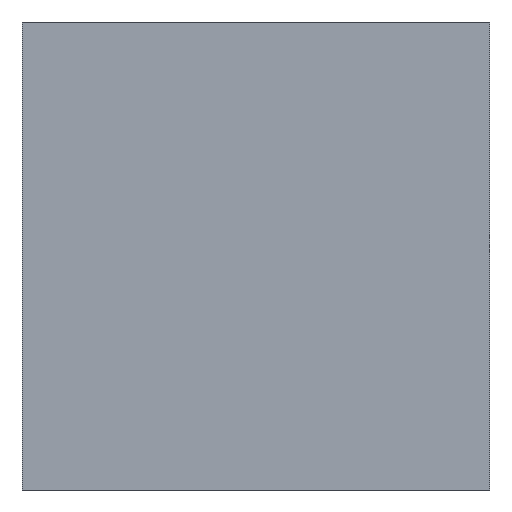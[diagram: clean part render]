
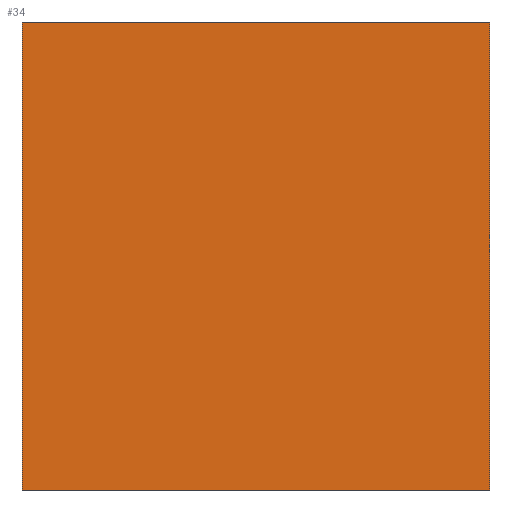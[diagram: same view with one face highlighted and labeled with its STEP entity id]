
A CAD part, top view. The second image highlights one B-rep face of the part: STEP entity #34.
In plain terms, the highlighted planar face has unit normal (0, 0, -1).
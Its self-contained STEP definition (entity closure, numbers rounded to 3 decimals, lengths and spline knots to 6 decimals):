
#34=ADVANCED_FACE('',(#40),#35,.F.);
#35=PLANE('',#36);
#36=AXIS2_PLACEMENT_3D('',#37,#38,#39);
#37=CARTESIAN_POINT('',(0.,-0.000003,0.5));
#38=DIRECTION('',(0.,0.,1.));
#39=DIRECTION('',(0.,1.,0.));
#40=FACE_OUTER_BOUND('',#41,.T.);
#41=EDGE_LOOP('',(#42,#43,#44,#45));
#42=ORIENTED_EDGE('',*,*,#46,.T.);
#43=ORIENTED_EDGE('',*,*,#47,.T.);
#44=ORIENTED_EDGE('',*,*,#48,.T.);
#45=ORIENTED_EDGE('',*,*,#49,.T.);
#46=EDGE_CURVE('',#50,#51,#54,.T.);
#47=EDGE_CURVE('',#51,#52,#55,.T.);
#48=EDGE_CURVE('',#52,#53,#56,.T.);
#49=EDGE_CURVE('',#53,#50,#57,.T.);
#50=VERTEX_POINT('',#58);
#51=VERTEX_POINT('',#62);
#52=VERTEX_POINT('',#66);
#53=VERTEX_POINT('',#70);
#54=LINE('',#59,#60);
#55=LINE('',#63,#64);
#56=LINE('',#67,#68);
#57=LINE('',#71,#72);
#58=CARTESIAN_POINT('',(0.,-0.000003,0.5));
#59=CARTESIAN_POINT('',(0.,0.000035,0.5));
#60=VECTOR('',#61,1.);
#61=DIRECTION('',(0.,0.,1.));
#62=CARTESIAN_POINT('',(0.,0.000035,0.5));
#63=CARTESIAN_POINT('',(0.000037,0.000035,0.5));
#64=VECTOR('',#65,1.);
#65=DIRECTION('',(0.,0.,1.));
#66=CARTESIAN_POINT('',(0.000037,0.000035,0.5));
#67=CARTESIAN_POINT('',(0.000037,-0.000003,0.5));
#68=VECTOR('',#69,1.);
#69=DIRECTION('',(0.,0.,1.));
#70=CARTESIAN_POINT('',(0.000037,-0.000003,0.5));
#71=CARTESIAN_POINT('',(0.,-0.000003,0.5));
#72=VECTOR('',#73,1.);
#73=DIRECTION('',(0.,0.,1.));
